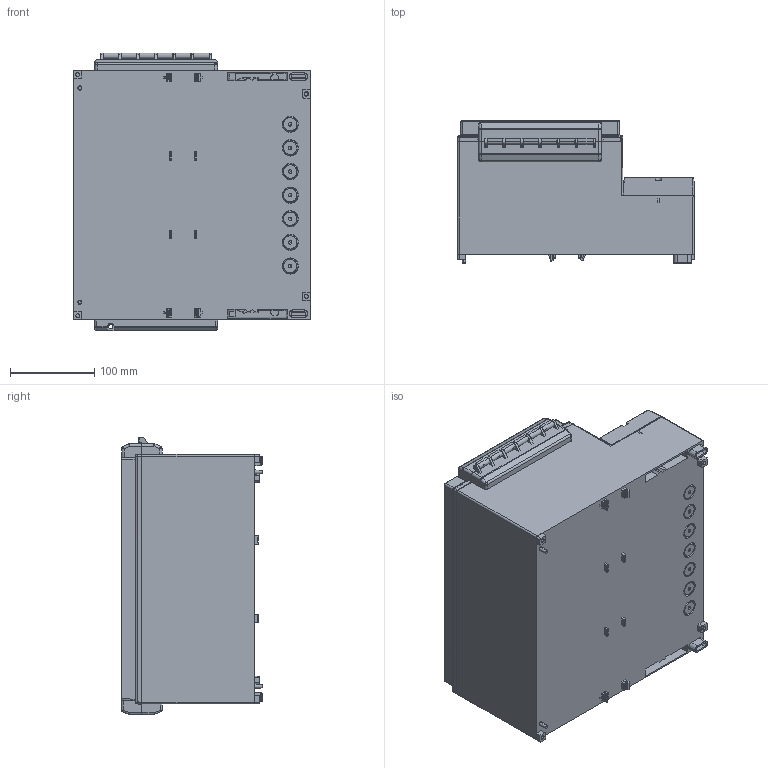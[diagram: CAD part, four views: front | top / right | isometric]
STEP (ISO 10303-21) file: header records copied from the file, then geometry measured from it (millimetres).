
FILE_DESCRIPTION (( 'STEP AP214' ), '1' );
FILE_NAME ('DC009CUL_DC009CBU.STEP', '2012-04-17T02:46:00', ( 'NEF User' ), ( 'NEF User' ), 'SwSTEP 2.0', 'SolidWorks 2012', '' );
FILE_SCHEMA (( 'AUTOMOTIVE_DESIGN' ));
Length unit declared in the file: millimetre
Products named in the file (8): DC009-轉軸-公; DC009-轉軸-母; DC009-卡勾-母; DC009-卡勾-公; DC009-灰色上蓋; DC009-透明上蓋; DC009-本體; DC009CUL_DC009CBU
Assembly tree (7 placements, depth 2):
  DC009CUL_DC009CBU
    DC009-本體
    DC009-透明上蓋
    DC009-灰色上蓋
    DC009-卡勾-公
    DC009-卡勾-母
    DC009-轉軸-母
    DC009-轉軸-公
Bounding box: 281 x 168 x 329.5 mm (x, y, z)
Volume: 1239391.5 mm3; surface area: 862564.6 mm2
Topology: 7 solids, 7 shells, 2593 faces, 7236 edges, 4836 vertices
Faces by surface type: plane 1610, cylinder 525, cone 333, bspline 125
Entity records: 103276 total; most frequent: CARTESIAN_POINT 40511, ORIENTED_EDGE 14416, DIRECTION 10656, EDGE_CURVE 7208, VERTEX_POINT 4836, LINE 4128, VECTOR 4128, AXIS2_PLACEMENT_3D 3264
